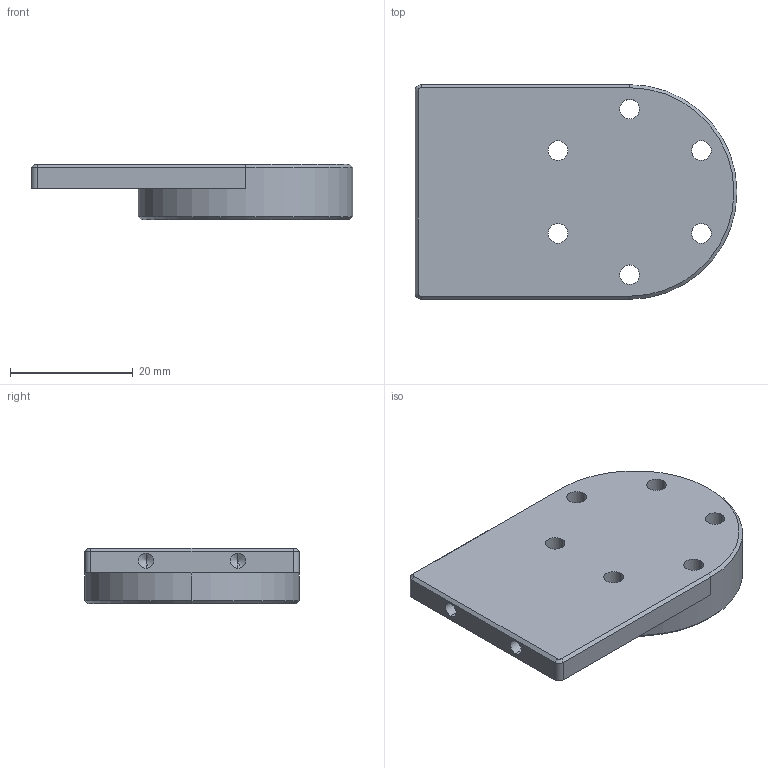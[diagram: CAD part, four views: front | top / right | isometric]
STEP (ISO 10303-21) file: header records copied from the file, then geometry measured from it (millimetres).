
FILE_DESCRIPTION (( 'STEP AP214' ), '1' );
FILE_NAME ('JXS-04-06.STEP', '2026-02-04T18:20:41', ( '1' ), ( '' ), 'SwSTEP 2.0', 'SolidWorks 2020', '' );
FILE_SCHEMA (( 'AUTOMOTIVE_DESIGN' ));
Length unit declared in the file: millimetre
Products named in the file (1): JXS-04-06
Bounding box: 52.5 x 35 x 9 mm (x, y, z)
Volume: 11113.9 mm3; surface area: 5044.6 mm2
Topology: 1 solids, 1 shells, 38 faces, 96 edges, 58 vertices
Faces by surface type: cylinder 20, cone 9, plane 9
Entity records: 1181 total; most frequent: DIRECTION 217, CARTESIAN_POINT 189, ORIENTED_EDGE 184, EDGE_CURVE 92, AXIS2_PLACEMENT_3D 86, VERTEX_POINT 58, EDGE_LOOP 52, CIRCLE 47
